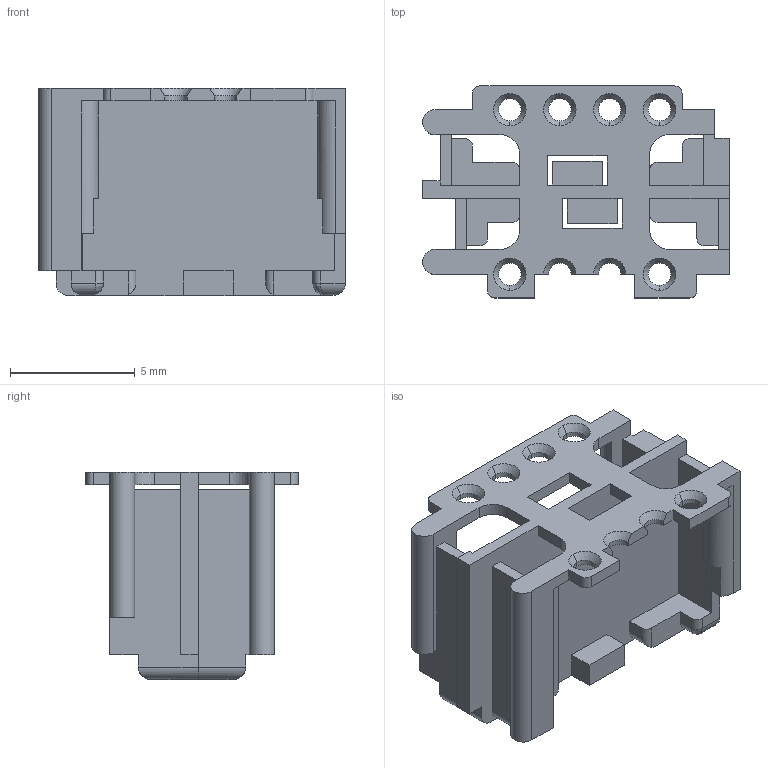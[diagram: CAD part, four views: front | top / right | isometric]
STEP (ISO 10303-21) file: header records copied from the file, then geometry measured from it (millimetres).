
FILE_DESCRIPTION((''),'2;1');
FILE_NAME('C-179472-8','2008-01-02T',('workeradm'),('Tyco Electronics Corporation'),'PRO/ENGINEER BY PARAMETRIC TECHNOLOGY CORPORATION, 2005450','PRO/ENGINEER BY PARAMETRIC TECHNOLOGY CORPORATION, 2005450','');
FILE_SCHEMA(('CONFIG_CONTROL_DESIGN', 'GEOMETRIC_VALIDATION_PROPERTIES_MIM'));
Length unit declared in the file: millimetre
Products named in the file (1): C-179472-8
Bounding box: 12.3 x 8.5 x 8.3 mm (x, y, z)
Volume: 160.6 mm3; surface area: 610.8 mm2
Topology: 1 solids, 1 shells, 169 faces, 499 edges, 322 vertices
Faces by surface type: plane 100, cylinder 51, cone 14, bspline 4
Entity records: 6032 total; most frequent: CARTESIAN_POINT 1314, ORIENTED_EDGE 998, DIRECTION 916, EDGE_CURVE 499, VECTOR 380, LINE 380, VERTEX_POINT 322, AXIS2_PLACEMENT_3D 268
